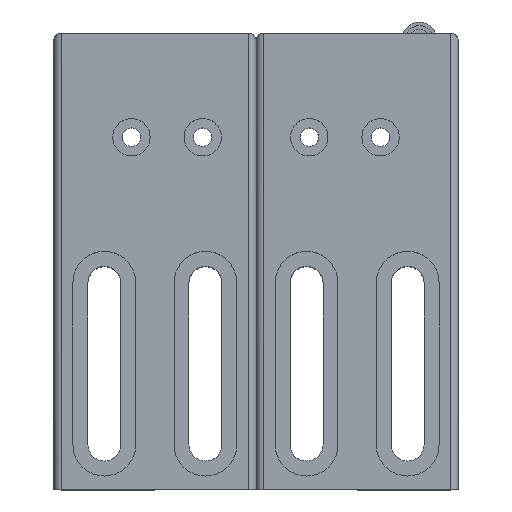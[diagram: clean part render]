
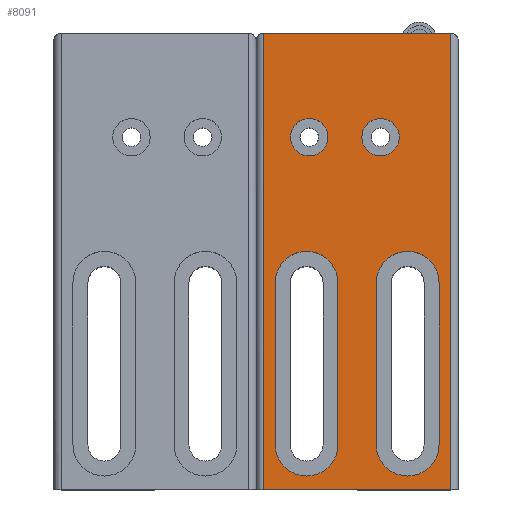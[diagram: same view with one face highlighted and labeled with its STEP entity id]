
A CAD part, top view. The second image highlights one B-rep face of the part: STEP entity #8091.
In plain terms, the highlighted planar face has unit normal (0, 0, 1).
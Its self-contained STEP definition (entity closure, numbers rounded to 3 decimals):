
#96 = AXIS2_PLACEMENT_3D ( 'NONE', #7025, #10963, #2103 ) ;
#105 = CIRCLE ( 'NONE', #96, 2.5 ) ;
#124 = CARTESIAN_POINT ( 'NONE',  ( 17.15, 2.72, 31.855 ) ) ;
#414 = LINE ( 'NONE', #4363, #7628 ) ;
#467 = VERTEX_POINT ( 'NONE', #12186 ) ;
#516 = DIRECTION ( 'NONE',  ( -1., 0., 0. ) ) ;
#736 = VERTEX_POINT ( 'NONE', #124 ) ;
#851 = DIRECTION ( 'NONE',  ( 0., -1., 0. ) ) ;
#951 = VERTEX_POINT ( 'NONE', #4581 ) ;
#980 = VERTEX_POINT ( 'NONE', #9626 ) ;
#1066 = DIRECTION ( 'NONE',  ( -1., 0., 0. ) ) ;
#1074 = CARTESIAN_POINT ( 'NONE',  ( 7.62, 2.72, 31.855 ) ) ;
#1287 = DIRECTION ( 'NONE',  ( 0., 0., 1. ) ) ;
#1319 = ORIENTED_EDGE ( 'NONE', *, *, #9981, .T. ) ;
#1486 = CARTESIAN_POINT ( 'NONE',  ( 14.65, 2.72, 31.855 ) ) ;
#1542 = CARTESIAN_POINT ( 'NONE',  ( 4.759, -38.385, 31.855 ) ) ;
#1583 = CARTESIAN_POINT ( 'NONE',  ( 8.959, -38.385, 31.855 ) ) ;
#1618 = CARTESIAN_POINT ( 'NONE',  ( 24.035, 16.615, 31.855 ) ) ;
#1650 = CARTESIAN_POINT ( 'NONE',  ( -1., 16.615, 31.855 ) ) ;
#1651 = VERTEX_POINT ( 'NONE', #7920 ) ;
#1694 = DIRECTION ( 'NONE',  ( 0., 0., -1. ) ) ;
#1811 = EDGE_LOOP ( 'NONE', ( #5875, #9838, #11508, #6759 ) ) ;
#1850 = EDGE_CURVE ( 'NONE', #6640, #9681, #12378, .T. ) ;
#1981 = EDGE_CURVE ( 'NONE', #4929, #6711, #5767, .T. ) ;
#1995 = CARTESIAN_POINT ( 'NONE',  ( -1., 16.615, 31.855 ) ) ;
#2103 = DIRECTION ( 'NONE',  ( -1., 0., 0. ) ) ;
#2254 = FACE_BOUND ( 'NONE', #7974, .T. ) ;
#2315 = VECTOR ( 'NONE', #3876, 1000. ) ;
#2467 = CARTESIAN_POINT ( 'NONE',  ( 2.62, 2.72, 31.855 ) ) ;
#2518 = AXIS2_PLACEMENT_3D ( 'NONE', #1542, #5497, #9439 ) ;
#2527 = CIRCLE ( 'NONE', #2518, 4.2 ) ;
#2576 = AXIS2_PLACEMENT_3D ( 'NONE', #5434, #9376, #516 ) ;
#2582 = CIRCLE ( 'NONE', #2576, 2.5 ) ;
#2662 = DIRECTION ( 'NONE',  ( -1., 0., 0. ) ) ;
#2703 = AXIS2_PLACEMENT_3D ( 'NONE', #10154, #1287, #5236 ) ;
#2714 = ORIENTED_EDGE ( 'NONE', *, *, #7925, .T. ) ;
#2729 = EDGE_CURVE ( 'NONE', #980, #1651, #3018, .T. ) ;
#2746 = VERTEX_POINT ( 'NONE', #1074 ) ;
#2855 = DIRECTION ( 'NONE',  ( 0., 0., -1. ) ) ;
#2918 = AXIS2_PLACEMENT_3D ( 'NONE', #11723, #2855, #6799 ) ;
#2928 = CIRCLE ( 'NONE', #2918, 4.2 ) ;
#2989 = EDGE_CURVE ( 'NONE', #951, #467, #10444, .T. ) ;
#3018 = LINE ( 'NONE', #6969, #9515 ) ;
#3200 = CARTESIAN_POINT ( 'NONE',  ( 12.15, 2.72, 31.855 ) ) ;
#3230 = FACE_BOUND ( 'NONE', #6105, .T. ) ;
#3318 = EDGE_CURVE ( 'NONE', #9681, #951, #12510, .T. ) ;
#3505 = CARTESIAN_POINT ( 'NONE',  ( 0.559, -38.385, 31.855 ) ) ;
#3744 = DIRECTION ( 'NONE',  ( 0., 0., -1. ) ) ;
#3876 = DIRECTION ( 'NONE',  ( 0., -1., 0. ) ) ;
#3976 = AXIS2_PLACEMENT_3D ( 'NONE', #5979, #9928, #1066 ) ;
#4078 = ORIENTED_EDGE ( 'NONE', *, *, #5627, .T. ) ;
#4363 = CARTESIAN_POINT ( 'NONE',  ( -2., 16.615, 31.855 ) ) ;
#4408 = ORIENTED_EDGE ( 'NONE', *, *, #1850, .T. ) ;
#4558 = VERTEX_POINT ( 'NONE', #3200 ) ;
#4581 = CARTESIAN_POINT ( 'NONE',  ( 8.959, -16.75, 31.855 ) ) ;
#4631 = EDGE_CURVE ( 'NONE', #8650, #7796, #414, .T. ) ;
#4929 = VERTEX_POINT ( 'NONE', #9912 ) ;
#5034 = CIRCLE ( 'NONE', #12267, 4.2 ) ;
#5236 = DIRECTION ( 'NONE',  ( -1., 0., 0. ) ) ;
#5419 = CARTESIAN_POINT ( 'NONE',  ( 0.559, -16.75, 31.855 ) ) ;
#5434 = CARTESIAN_POINT ( 'NONE',  ( 5.12, 2.72, 31.855 ) ) ;
#5440 = DIRECTION ( 'NONE',  ( 0., 0., -1. ) ) ;
#5453 = CARTESIAN_POINT ( 'NONE',  ( 24.035, -44.385, 31.855 ) ) ;
#5497 = DIRECTION ( 'NONE',  ( 0., 0., -1. ) ) ;
#5507 = ORIENTED_EDGE ( 'NONE', *, *, #2729, .T. ) ;
#5534 = DIRECTION ( 'NONE',  ( 0., -1., 0. ) ) ;
#5627 = EDGE_CURVE ( 'NONE', #2746, #12643, #6225, .T. ) ;
#5644 = DIRECTION ( 'NONE',  ( -1., 0., 0. ) ) ;
#5767 = LINE ( 'NONE', #9711, #10017 ) ;
#5781 = AXIS2_PLACEMENT_3D ( 'NONE', #1486, #5440, #9382 ) ;
#5794 = CIRCLE ( 'NONE', #5781, 2.5 ) ;
#5858 = ORIENTED_EDGE ( 'NONE', *, *, #11500, .T. ) ;
#5875 = ORIENTED_EDGE ( 'NONE', *, *, #11091, .F. ) ;
#5938 = DIRECTION ( 'NONE',  ( 0., 1., 0. ) ) ;
#5946 = EDGE_CURVE ( 'NONE', #736, #4558, #5794, .T. ) ;
#5979 = CARTESIAN_POINT ( 'NONE',  ( 4.759, -16.75, 31.855 ) ) ;
#6105 = EDGE_LOOP ( 'NONE', ( #4078, #9653 ) ) ;
#6198 = PLANE ( 'NONE',  #2703 ) ;
#6212 = AXIS2_PLACEMENT_3D ( 'NONE', #10556, #1694, #5644 ) ;
#6225 = CIRCLE ( 'NONE', #6212, 2.5 ) ;
#6640 = VERTEX_POINT ( 'NONE', #12127 ) ;
#6711 = VERTEX_POINT ( 'NONE', #7346 ) ;
#6738 = CARTESIAN_POINT ( 'NONE',  ( -1., -44.385, 31.855 ) ) ;
#6759 = ORIENTED_EDGE ( 'NONE', *, *, #11637, .F. ) ;
#6799 = DIRECTION ( 'NONE',  ( -1., 0., 0. ) ) ;
#6969 = CARTESIAN_POINT ( 'NONE',  ( 14.076, -38.385, 31.855 ) ) ;
#7025 = CARTESIAN_POINT ( 'NONE',  ( 14.65, 2.72, 31.855 ) ) ;
#7095 = VECTOR ( 'NONE', #5938, 1000. ) ;
#7179 = FACE_OUTER_BOUND ( 'NONE', #1811, .T. ) ;
#7346 = CARTESIAN_POINT ( 'NONE',  ( 22.476, -38.385, 31.855 ) ) ;
#7451 = DIRECTION ( 'NONE',  ( 0., 1., 0. ) ) ;
#7579 = LINE ( 'NONE', #11529, #9556 ) ;
#7628 = VECTOR ( 'NONE', #8311, 1000. ) ;
#7698 = DIRECTION ( 'NONE',  ( -1., 0., 0. ) ) ;
#7796 = VERTEX_POINT ( 'NONE', #1618 ) ;
#7900 = VERTEX_POINT ( 'NONE', #6738 ) ;
#7920 = CARTESIAN_POINT ( 'NONE',  ( 14.076, -16.75, 31.855 ) ) ;
#7925 = EDGE_CURVE ( 'NONE', #1651, #4929, #2928, .T. ) ;
#7974 = EDGE_LOOP ( 'NONE', ( #4408, #8018, #10923, #10871 ) ) ;
#8018 = ORIENTED_EDGE ( 'NONE', *, *, #3318, .T. ) ;
#8091 = ADVANCED_FACE ( 'NONE', ( #12095, #3230, #7179, #11118, #2254 ), #6198, .T. ) ;
#8167 = EDGE_CURVE ( 'NONE', #12643, #2746, #2582, .T. ) ;
#8189 = EDGE_CURVE ( 'NONE', #467, #6640, #2527, .T. ) ;
#8311 = DIRECTION ( 'NONE',  ( 1., 0., 0. ) ) ;
#8338 = EDGE_CURVE ( 'NONE', #7796, #10565, #8789, .T. ) ;
#8526 = EDGE_LOOP ( 'NONE', ( #5507, #2714, #9910, #5858 ) ) ;
#8547 = ORIENTED_EDGE ( 'NONE', *, *, #5946, .T. ) ;
#8650 = VERTEX_POINT ( 'NONE', #1650 ) ;
#8789 = LINE ( 'NONE', #12744, #2315 ) ;
#9376 = DIRECTION ( 'NONE',  ( 0., 0., -1. ) ) ;
#9382 = DIRECTION ( 'NONE',  ( -1., 0., 0. ) ) ;
#9439 = DIRECTION ( 'NONE',  ( -1., 0., 0. ) ) ;
#9515 = VECTOR ( 'NONE', #10905, 1000. ) ;
#9556 = VECTOR ( 'NONE', #2662, 1000. ) ;
#9626 = CARTESIAN_POINT ( 'NONE',  ( 14.076, -38.385, 31.855 ) ) ;
#9653 = ORIENTED_EDGE ( 'NONE', *, *, #8167, .T. ) ;
#9681 = VERTEX_POINT ( 'NONE', #5419 ) ;
#9711 = CARTESIAN_POINT ( 'NONE',  ( 22.476, -38.385, 31.855 ) ) ;
#9838 = ORIENTED_EDGE ( 'NONE', *, *, #8338, .F. ) ;
#9910 = ORIENTED_EDGE ( 'NONE', *, *, #1981, .T. ) ;
#9912 = CARTESIAN_POINT ( 'NONE',  ( 22.476, -16.75, 31.855 ) ) ;
#9928 = DIRECTION ( 'NONE',  ( 0., 0., -1. ) ) ;
#9981 = EDGE_CURVE ( 'NONE', #4558, #736, #105, .T. ) ;
#10017 = VECTOR ( 'NONE', #851, 1000. ) ;
#10154 = CARTESIAN_POINT ( 'NONE',  ( 0., 0., 31.855 ) ) ;
#10444 = LINE ( 'NONE', #1583, #11875 ) ;
#10556 = CARTESIAN_POINT ( 'NONE',  ( 5.12, 2.72, 31.855 ) ) ;
#10565 = VERTEX_POINT ( 'NONE', #5453 ) ;
#10860 = LINE ( 'NONE', #1995, #7095 ) ;
#10871 = ORIENTED_EDGE ( 'NONE', *, *, #8189, .T. ) ;
#10905 = DIRECTION ( 'NONE',  ( 0., 1., 0. ) ) ;
#10923 = ORIENTED_EDGE ( 'NONE', *, *, #2989, .T. ) ;
#10963 = DIRECTION ( 'NONE',  ( 0., 0., -1. ) ) ;
#11091 = EDGE_CURVE ( 'NONE', #10565, #7900, #7579, .T. ) ;
#11118 = FACE_BOUND ( 'NONE', #11422, .T. ) ;
#11422 = EDGE_LOOP ( 'NONE', ( #8547, #1319 ) ) ;
#11500 = EDGE_CURVE ( 'NONE', #6711, #980, #5034, .T. ) ;
#11508 = ORIENTED_EDGE ( 'NONE', *, *, #4631, .F. ) ;
#11529 = CARTESIAN_POINT ( 'NONE',  ( 25.035, -44.385, 31.855 ) ) ;
#11637 = EDGE_CURVE ( 'NONE', #7900, #8650, #10860, .T. ) ;
#11723 = CARTESIAN_POINT ( 'NONE',  ( 18.276, -16.75, 31.855 ) ) ;
#11875 = VECTOR ( 'NONE', #5534, 1000. ) ;
#12070 = VECTOR ( 'NONE', #7451, 1000. ) ;
#12095 = FACE_BOUND ( 'NONE', #8526, .T. ) ;
#12127 = CARTESIAN_POINT ( 'NONE',  ( 0.559, -38.385, 31.855 ) ) ;
#12186 = CARTESIAN_POINT ( 'NONE',  ( 8.959, -38.385, 31.855 ) ) ;
#12267 = AXIS2_PLACEMENT_3D ( 'NONE', #12614, #3744, #7698 ) ;
#12378 = LINE ( 'NONE', #3505, #12070 ) ;
#12510 = CIRCLE ( 'NONE', #3976, 4.2 ) ;
#12614 = CARTESIAN_POINT ( 'NONE',  ( 18.276, -38.385, 31.855 ) ) ;
#12643 = VERTEX_POINT ( 'NONE', #2467 ) ;
#12744 = CARTESIAN_POINT ( 'NONE',  ( 24.035, -44.385, 31.855 ) ) ;
